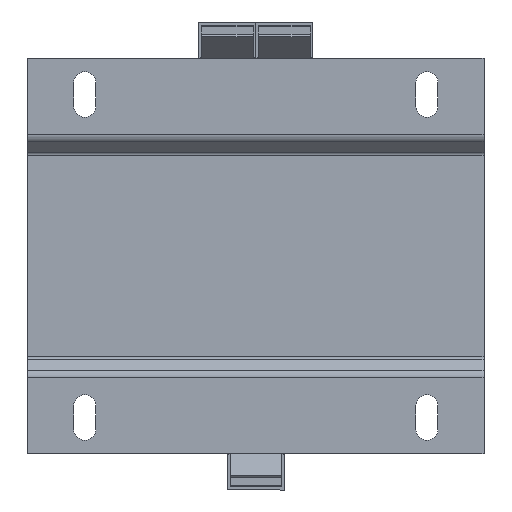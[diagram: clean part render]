
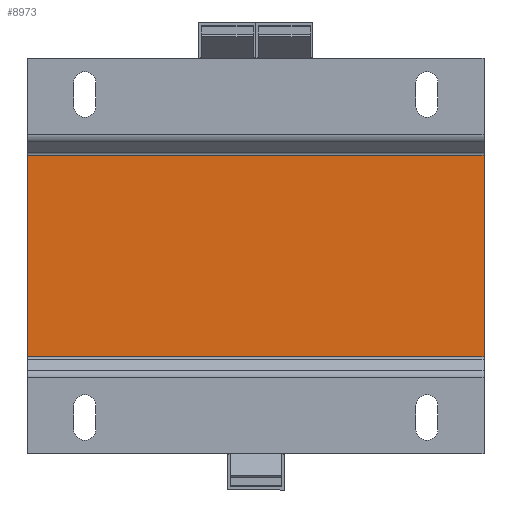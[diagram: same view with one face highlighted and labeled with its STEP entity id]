
A CAD part, front view. The second image highlights one B-rep face of the part: STEP entity #8973.
In plain terms, the highlighted planar face has unit normal (0, -1, 0).
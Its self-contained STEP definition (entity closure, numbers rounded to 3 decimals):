
#768 = VERTEX_POINT ( 'NONE', #1344 ) ;
#975 = VERTEX_POINT ( 'NONE', #8155 ) ;
#1020 = ORIENTED_EDGE ( 'NONE', *, *, #4397, .T. ) ;
#1236 = PLANE ( 'NONE',  #9574 ) ;
#1251 = LINE ( 'NONE', #4439, #4795 ) ;
#1344 = CARTESIAN_POINT ( 'NONE',  ( 60., -51.5, 26.5 ) ) ;
#2833 = CARTESIAN_POINT ( 'NONE',  ( 0., -51.5, 0. ) ) ;
#2840 = CARTESIAN_POINT ( 'NONE',  ( 60., -51.5, -52. ) ) ;
#3243 = ORIENTED_EDGE ( 'NONE', *, *, #5233, .F. ) ;
#3475 = LINE ( 'NONE', #5417, #4864 ) ;
#3483 = DIRECTION ( 'NONE',  ( 1., 0., 0. ) ) ;
#4021 = VERTEX_POINT ( 'NONE', #7677 ) ;
#4309 = FACE_OUTER_BOUND ( 'NONE', #5677, .T. ) ;
#4397 = EDGE_CURVE ( 'NONE', #4021, #5752, #5582, .T. ) ;
#4439 = CARTESIAN_POINT ( 'NONE',  ( 0., -51.5, 26.5 ) ) ;
#4676 = DIRECTION ( 'NONE',  ( 0., 0., 1. ) ) ;
#4767 = LINE ( 'NONE', #2840, #8705 ) ;
#4795 = VECTOR ( 'NONE', #5201, 1000. ) ;
#4864 = VECTOR ( 'NONE', #4676, 1000. ) ;
#5201 = DIRECTION ( 'NONE',  ( 1., 0., 0. ) ) ;
#5206 = DIRECTION ( 'NONE',  ( 0., 0., -1. ) ) ;
#5233 = EDGE_CURVE ( 'NONE', #768, #5752, #4767, .T. ) ;
#5417 = CARTESIAN_POINT ( 'NONE',  ( -60., -51.5, -52. ) ) ;
#5582 = LINE ( 'NONE', #6699, #9391 ) ;
#5677 = EDGE_LOOP ( 'NONE', ( #8842, #10033, #1020, #3243 ) ) ;
#5752 = VERTEX_POINT ( 'NONE', #8104 ) ;
#6699 = CARTESIAN_POINT ( 'NONE',  ( 0., -51.5, -26.5 ) ) ;
#6825 = DIRECTION ( 'NONE',  ( 0., 0., -1. ) ) ;
#6830 = EDGE_CURVE ( 'NONE', #4021, #975, #3475, .T. ) ;
#7677 = CARTESIAN_POINT ( 'NONE',  ( -60., -51.5, -26.5 ) ) ;
#7722 = DIRECTION ( 'NONE',  ( 0., 1., 0. ) ) ;
#8104 = CARTESIAN_POINT ( 'NONE',  ( 60., -51.5, -26.5 ) ) ;
#8155 = CARTESIAN_POINT ( 'NONE',  ( -60., -51.5, 26.5 ) ) ;
#8705 = VECTOR ( 'NONE', #6825, 1000. ) ;
#8842 = ORIENTED_EDGE ( 'NONE', *, *, #10071, .F. ) ;
#8973 = ADVANCED_FACE ( 'NONE', ( #4309 ), #1236, .F. ) ;
#9391 = VECTOR ( 'NONE', #3483, 1000. ) ;
#9574 = AXIS2_PLACEMENT_3D ( 'NONE', #2833, #7722, #5206 ) ;
#10033 = ORIENTED_EDGE ( 'NONE', *, *, #6830, .F. ) ;
#10071 = EDGE_CURVE ( 'NONE', #975, #768, #1251, .T. ) ;
